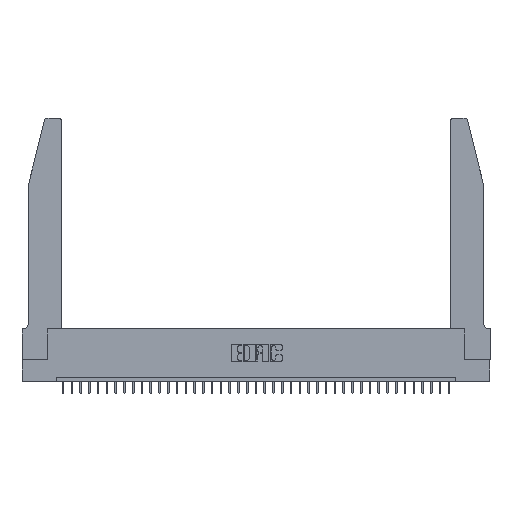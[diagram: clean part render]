
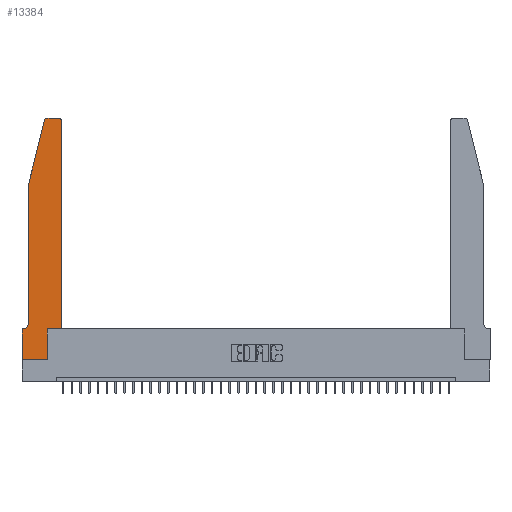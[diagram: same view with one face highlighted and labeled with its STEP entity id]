
A CAD part, top view. The second image highlights one B-rep face of the part: STEP entity #13384.
In plain terms, the highlighted planar face has unit normal (0, 0, 1).
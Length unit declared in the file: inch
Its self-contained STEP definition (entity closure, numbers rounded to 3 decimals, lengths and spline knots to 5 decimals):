
#1737 = LINE ( 'NONE', #7547, #27833 ) ;
#1906 = ORIENTED_EDGE ( 'NONE', *, *, #23456, .T. ) ;
#1930 = VERTEX_POINT ( 'NONE', #26369 ) ;
#1962 = LINE ( 'NONE', #5253, #33058 ) ;
#2011 = CARTESIAN_POINT ( 'NONE',  ( 0.4505, 2.72, 0.37 ) ) ;
#2091 = CARTESIAN_POINT ( 'NONE',  ( 0.284, 2.75, 0.37 ) ) ;
#2135 = CARTESIAN_POINT ( 'NONE',  ( 0.0055, 0.42, 0.37 ) ) ;
#2529 = EDGE_LOOP ( 'NONE', ( #8089, #29333, #1906, #10617, #30243, #25428, #27323, #29342, #22798, #5969, #20495, #29380 ) ) ;
#2899 = VECTOR ( 'NONE', #4567, 39.37008 ) ;
#2935 = VECTOR ( 'NONE', #13691, 39.37008 ) ;
#4567 = DIRECTION ( 'NONE',  ( 0., -1., 0. ) ) ;
#4671 = VERTEX_POINT ( 'NONE', #26074 ) ;
#4775 = LINE ( 'NONE', #16620, #2935 ) ;
#4945 = VERTEX_POINT ( 'NONE', #30888 ) ;
#5253 = CARTESIAN_POINT ( 'NONE',  ( 0.4505, 0.35, 0.37 ) ) ;
#5969 = ORIENTED_EDGE ( 'NONE', *, *, #20366, .T. ) ;
#6185 = VERTEX_POINT ( 'NONE', #2011 ) ;
#7072 = CARTESIAN_POINT ( 'NONE',  ( 0.4505, 0.35, 0.37 ) ) ;
#7178 = PLANE ( 'NONE',  #10696 ) ;
#7255 = CIRCLE ( 'NONE', #23373, 0.03 ) ;
#7508 = VERTEX_POINT ( 'NONE', #38086 ) ;
#7547 = CARTESIAN_POINT ( 'NONE',  ( 0.0755, 2., 0.37 ) ) ;
#8089 = ORIENTED_EDGE ( 'NONE', *, *, #31830, .T. ) ;
#8764 = LINE ( 'NONE', #17303, #31098 ) ;
#9081 = CARTESIAN_POINT ( 'NONE',  ( 0.0755, 0.35, 0.37 ) ) ;
#9901 = FACE_OUTER_BOUND ( 'NONE', #2529, .T. ) ;
#10300 = VERTEX_POINT ( 'NONE', #13835 ) ;
#10617 = ORIENTED_EDGE ( 'NONE', *, *, #34540, .T. ) ;
#10696 = AXIS2_PLACEMENT_3D ( 'NONE', #16111, #19395, #30636 ) ;
#10817 = CARTESIAN_POINT ( 'NONE',  ( 0.0755, 2., 0.37 ) ) ;
#10865 = DIRECTION ( 'NONE',  ( 0., 0., -1. ) ) ;
#12623 = VERTEX_POINT ( 'NONE', #17753 ) ;
#13184 = VERTEX_POINT ( 'NONE', #32427 ) ;
#13384 = ADVANCED_FACE ( 'NONE', ( #9901 ), #7178, .T. ) ;
#13519 = EDGE_CURVE ( 'NONE', #1930, #4945, #26282, .T. ) ;
#13691 = DIRECTION ( 'NONE',  ( 0., 1., 0. ) ) ;
#13835 = CARTESIAN_POINT ( 'NONE',  ( 0.25487, 2.72718, 0.37 ) ) ;
#13860 = VERTEX_POINT ( 'NONE', #10817 ) ;
#13876 = VERTEX_POINT ( 'NONE', #2091 ) ;
#14000 = DIRECTION ( 'NONE',  ( 0., -1., 0. ) ) ;
#15030 = EDGE_CURVE ( 'NONE', #4671, #6185, #1962, .T. ) ;
#15642 = EDGE_CURVE ( 'NONE', #4945, #7508, #35625, .T. ) ;
#16111 = CARTESIAN_POINT ( 'NONE',  ( 0., 0.35, 0.37 ) ) ;
#16340 = LINE ( 'NONE', #31455, #31067 ) ;
#16620 = CARTESIAN_POINT ( 'NONE',  ( 0.2865, 0.35, 0.37 ) ) ;
#17303 = CARTESIAN_POINT ( 'NONE',  ( 0., 0., 0.37 ) ) ;
#17753 = CARTESIAN_POINT ( 'NONE',  ( 0.2865, 0., 0.37 ) ) ;
#18285 = DIRECTION ( 'NONE',  ( 0., 0., 1. ) ) ;
#18608 = CARTESIAN_POINT ( 'NONE',  ( 0.4205, 2.75, 0.37 ) ) ;
#18617 = EDGE_CURVE ( 'NONE', #12623, #13184, #4775, .T. ) ;
#18665 = EDGE_CURVE ( 'NONE', #13876, #10300, #7255, .T. ) ;
#19303 = CARTESIAN_POINT ( 'NONE',  ( 0.0755, 2., 0.37 ) ) ;
#19395 = DIRECTION ( 'NONE',  ( 0., 0., 1. ) ) ;
#20366 = EDGE_CURVE ( 'NONE', #13184, #4671, #36530, .T. ) ;
#20495 = ORIENTED_EDGE ( 'NONE', *, *, #15030, .T. ) ;
#20788 = DIRECTION ( 'NONE',  ( 1., 0., 0. ) ) ;
#20919 = DIRECTION ( 'NONE',  ( -1., 0., 0. ) ) ;
#21387 = CARTESIAN_POINT ( 'NONE',  ( 0.284, 2.72, 0.37 ) ) ;
#22098 = DIRECTION ( 'NONE',  ( -0.239, -0.971, 0. ) ) ;
#22192 = DIRECTION ( 'NONE',  ( 1., 0., 0. ) ) ;
#22798 = ORIENTED_EDGE ( 'NONE', *, *, #18617, .T. ) ;
#23182 = VECTOR ( 'NONE', #20919, 39.37008 ) ;
#23373 = AXIS2_PLACEMENT_3D ( 'NONE', #21387, #27187, #24656 ) ;
#23456 = EDGE_CURVE ( 'NONE', #10300, #13860, #1737, .T. ) ;
#23552 = EDGE_CURVE ( 'NONE', #6185, #30104, #33432, .T. ) ;
#24656 = DIRECTION ( 'NONE',  ( 1., 0., 0. ) ) ;
#24659 = VECTOR ( 'NONE', #22192, 39.37008 ) ;
#25428 = ORIENTED_EDGE ( 'NONE', *, *, #15642, .T. ) ;
#25787 = DIRECTION ( 'NONE',  ( -1., 0., 0. ) ) ;
#26074 = CARTESIAN_POINT ( 'NONE',  ( 0.4505, 0.35, 0.37 ) ) ;
#26262 = EDGE_CURVE ( 'NONE', #7508, #32244, #16340, .T. ) ;
#26282 = CIRCLE ( 'NONE', #29388, 0.07 ) ;
#26369 = CARTESIAN_POINT ( 'NONE',  ( 0.0755, 0.42, 0.37 ) ) ;
#26419 = EDGE_CURVE ( 'NONE', #32244, #12623, #8764, .T. ) ;
#27187 = DIRECTION ( 'NONE',  ( 0., 0., 1. ) ) ;
#27323 = ORIENTED_EDGE ( 'NONE', *, *, #26262, .T. ) ;
#27833 = VECTOR ( 'NONE', #22098, 39.37008 ) ;
#29333 = ORIENTED_EDGE ( 'NONE', *, *, #18665, .T. ) ;
#29342 = ORIENTED_EDGE ( 'NONE', *, *, #26419, .T. ) ;
#29380 = ORIENTED_EDGE ( 'NONE', *, *, #23552, .T. ) ;
#29388 = AXIS2_PLACEMENT_3D ( 'NONE', #2135, #10865, #25787 ) ;
#30100 = DIRECTION ( 'NONE',  ( 1., 0., 0. ) ) ;
#30104 = VERTEX_POINT ( 'NONE', #18608 ) ;
#30243 = ORIENTED_EDGE ( 'NONE', *, *, #13519, .T. ) ;
#30636 = DIRECTION ( 'NONE',  ( 1., 0., 0. ) ) ;
#30888 = CARTESIAN_POINT ( 'NONE',  ( 0.0055, 0.35, 0.37 ) ) ;
#31067 = VECTOR ( 'NONE', #14000, 39.37008 ) ;
#31098 = VECTOR ( 'NONE', #20788, 39.37008 ) ;
#31455 = CARTESIAN_POINT ( 'NONE',  ( 0., 0., 0.37 ) ) ;
#31626 = DIRECTION ( 'NONE',  ( 0., 1., 0. ) ) ;
#31830 = EDGE_CURVE ( 'NONE', #30104, #13876, #33664, .T. ) ;
#32244 = VERTEX_POINT ( 'NONE', #35949 ) ;
#32427 = CARTESIAN_POINT ( 'NONE',  ( 0.2865, 0.35, 0.37 ) ) ;
#33012 = CARTESIAN_POINT ( 'NONE',  ( 0.4205, 2.72, 0.37 ) ) ;
#33058 = VECTOR ( 'NONE', #31626, 39.37008 ) ;
#33297 = DIRECTION ( 'NONE',  ( -1., 0., 0. ) ) ;
#33432 = CIRCLE ( 'NONE', #35877, 0.03 ) ;
#33475 = CARTESIAN_POINT ( 'NONE',  ( 0.2605, 2.75, 0.37 ) ) ;
#33664 = LINE ( 'NONE', #33475, #36275 ) ;
#34418 = LINE ( 'NONE', #19303, #2899 ) ;
#34540 = EDGE_CURVE ( 'NONE', #13860, #1930, #34418, .T. ) ;
#35625 = LINE ( 'NONE', #9081, #23182 ) ;
#35877 = AXIS2_PLACEMENT_3D ( 'NONE', #33012, #18285, #30100 ) ;
#35949 = CARTESIAN_POINT ( 'NONE',  ( 0., 0., 0.37 ) ) ;
#36275 = VECTOR ( 'NONE', #33297, 39.37008 ) ;
#36530 = LINE ( 'NONE', #7072, #24659 ) ;
#38086 = CARTESIAN_POINT ( 'NONE',  ( 0., 0.35, 0.37 ) ) ;
